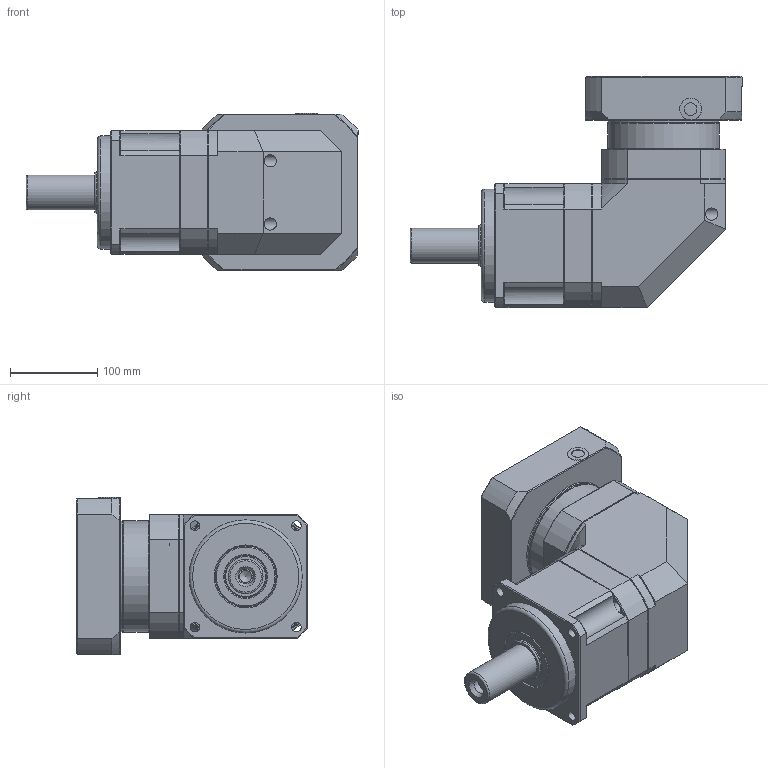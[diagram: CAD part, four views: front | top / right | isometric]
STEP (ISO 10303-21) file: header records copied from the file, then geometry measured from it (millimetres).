
FILE_DESCRIPTION(/* description */ (''),/* implementation_level */ '2;1');
FILE_NAME(/* name */ 'NPR14200A1-S1-180A.stp',/* time_stamp */ '2018-11-02T17:21:43+09:00',/* author */ ('Y.J.JI'),/* organization */ (''),/* preprocessor_version */ 'ST-DEVELOPER v15.6',/* originating_system */ 'Autodesk Inventor 2015',/* authorisation */ '');
FILE_SCHEMA (('AUTOMOTIVE_DESIGN { 1 0 10303 214 3 1 1 }'));
Length unit declared in the file: millimetre
Products named in the file (1): NPR14200A1-S1-180A
Bounding box: 381.5 x 265.3 x 181 mm (x, y, z)
Volume: 5959204.9 mm3; surface area: 478712.8 mm2
Topology: 2 solids, 43 shells, 693 faces, 1611 edges, 1025 vertices
Faces by surface type: plane 342, cylinder 187, cone 108, torus 50, sphere 4, bspline 2
Full cylindrical faces by diameter (mm): 6.647 x18, 8 x18, 8.376 x1, 8.5 x12, 9 x6, 10 x1, 10.106 x4, 11 x5, 12.5 x1, 13 x18, 13.835 x1, 14 x19, 14.5 x1, 16 x1, 17 x1, 25 x1, 38 x1, 40 x1, 48 x3, 70 x2, 72 x1, 80 x1, 82 x1, 94 x1, 96 x1, 128 x2, 130 x1, 131 x1
Entity records: 18239 total; most frequent: CARTESIAN_POINT 3677, DIRECTION 2972, ORIENTED_EDGE 2522, EDGE_CURVE 1261, AXIS2_PLACEMENT_3D 1239, EDGE_LOOP 1007, VERTEX_POINT 910, FACE_OUTER_BOUND 693
